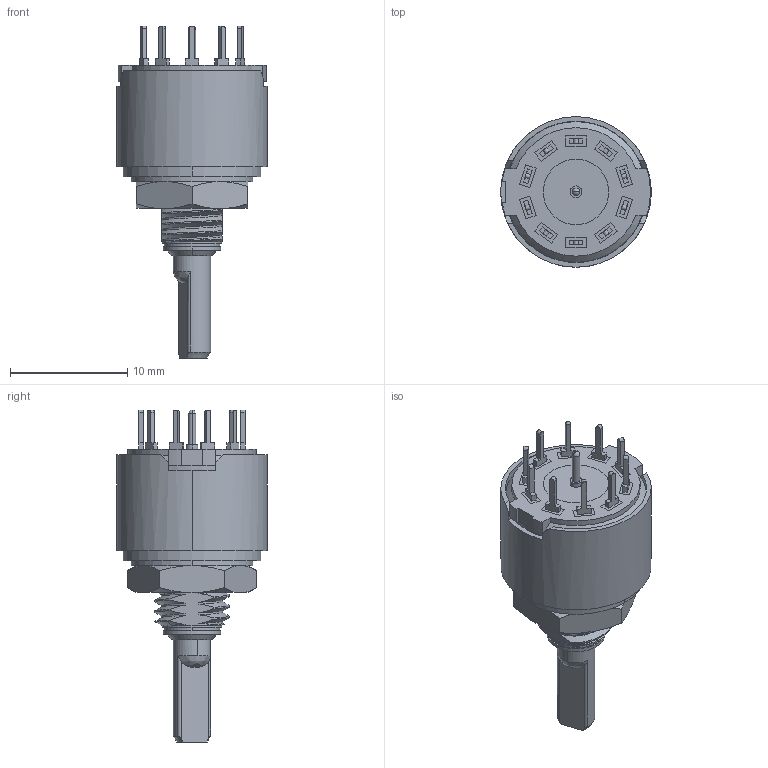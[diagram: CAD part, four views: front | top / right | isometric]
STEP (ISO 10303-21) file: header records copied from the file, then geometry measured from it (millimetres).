
FILE_DESCRIPTION((''),'2;1');
FILE_NAME('56P36-01-1-XXX_HARDWARE_ASM','2020-01-16T',('mmeyers'),(''),'PRO/ENGINEER BY PARAMETRIC TECHNOLOGY CORPORATION, 2016100','PRO/ENGINEER BY PARAMETRIC TECHNOLOGY CORPORATION, 2016100','');
FILE_SCHEMA(('CONFIG_CONTROL_DESIGN'));
Length unit declared in the file: inch
Products named in the file (5): 56P36-01-1-XXX_SW0001_1; 555801-001; SHH691-15; SHH911-10; 56P36-01-1-XXX_HARDWARE_ASM
Assembly tree (4 placements, depth 2):
  56P36-01-1-XXX_HARDWARE_ASM
    56P36-01-1-XXX_SW0001_1
    555801-001
    SHH691-15
    SHH911-10
Bounding box: 12.83 x 12.83 x 28.3 mm (x, y, z)
Volume: 182.6 mm3; surface area: 2261 mm2
Topology: 3 solids, 32 shells, 470 faces, 1497 edges, 1060 vertices
Faces by surface type: plane 235, cylinder 146, bspline 42, cone 35, torus 10, sphere 2
Entity records: 20069 total; most frequent: CARTESIAN_POINT 6855, ORIENTED_EDGE 2722, DIRECTION 2546, EDGE_CURVE 1495, VERTEX_POINT 1060, VECTOR 910, LINE 910, AXIS2_PLACEMENT_3D 818
